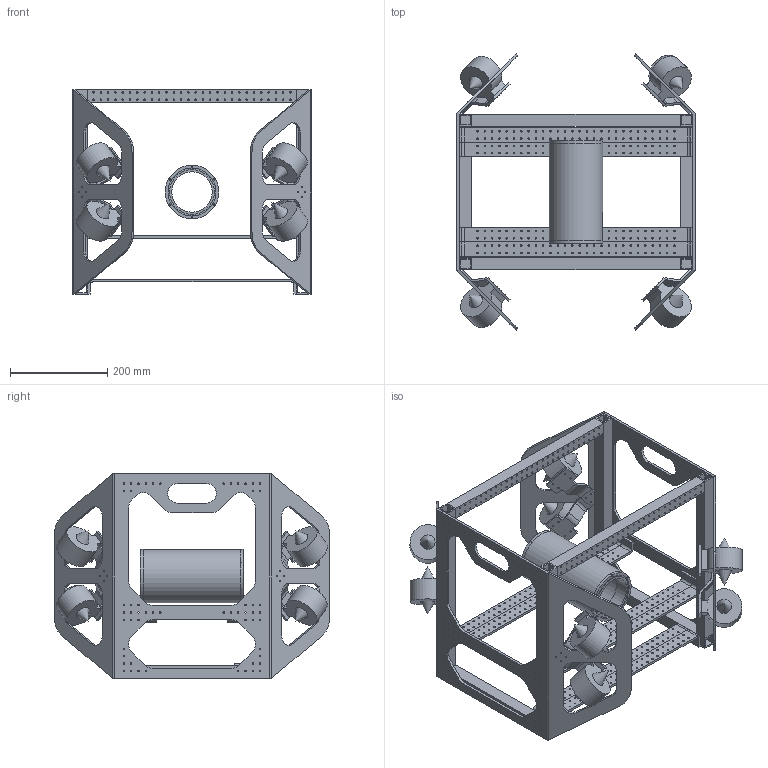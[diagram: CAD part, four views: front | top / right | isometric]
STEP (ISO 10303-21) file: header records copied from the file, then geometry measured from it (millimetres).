
FILE_DESCRIPTION(/* description */ (''),/* implementation_level */ '2;1');
FILE_NAME(/* name */ 'Gyrodos Assembly File (New) v3.step',/* time_stamp */ '2025-10-11T22:25:35+08:00',/* author */ (''),/* organization */ (''),/* preprocessor_version */ 'ST-DEVELOPER v20.1',/* originating_system */ 'Autodesk Translation Framework v14.17.0.0',/* authorisation */ '');
FILE_SCHEMA (('AUTOMOTIVE_DESIGN { 1 0 10303 214 3 1 1 }'));
Length unit declared in the file: millimetre
Products named in the file (14): Gyrodos Assembly File (New); Gyrodos side plate 1.0; Gyrodos side plate 1.0_1; Side Plate; thruster connector v1; Assemble flange; Practice 5-2; Practice 5-1; Thruster; 32 by 1 sq. in TUBE connector; 394.6 by 1 sq. in TUBE connector; 429.2 by 1 sq. in TUBE connector; 48 by 2.5 connector; 42.92 by 3.0 connector
Assembly tree (34 placements, depth 3):
  Gyrodos Assembly File (New)
    Gyrodos side plate 1.0
      Side Plate
    Gyrodos side plate 1.0_1
      Side Plate
    thruster connector v1  x4
    Assemble flange
      Practice 5-1  x2
      Practice 5-2
    Thruster  x8
    32 by 1 sq. in TUBE connector  x2
    394.6 by 1 sq. in TUBE connector  x4
    429.2 by 1 sq. in TUBE connector  x2
    48 by 2.5 connector  x4
    42.92 by 3.0 connector  x2
Bounding box: 490 x 567.49 x 420 mm (x, y, z)
Volume: 4796627.1 mm3; surface area: 1773081.5 mm2
Topology: 35 solids, 35 shells, 1528 faces, 4284 edges, 2840 vertices
Faces by surface type: cylinder 1068, plane 412, cone 48
Full cylindrical faces by diameter (mm): 3 x888, 3.2 x12, 83 x2, 92 x2, 94.6 x4, 98 x2, 100 x7, 110 x3
Entity records: 20787 total; most frequent: DIRECTION 3669, CARTESIAN_POINT 3281, ORIENTED_EDGE 3198, EDGE_CURVE 1599, AXIS2_PLACEMENT_3D 1454, EDGE_LOOP 1293, VERTEX_POINT 1066, CIRCLE 838
